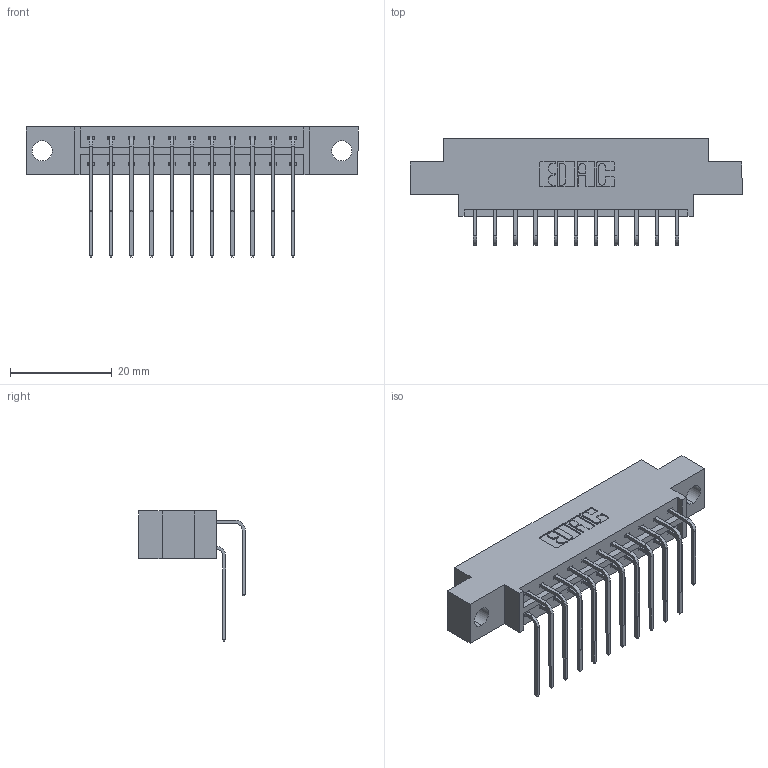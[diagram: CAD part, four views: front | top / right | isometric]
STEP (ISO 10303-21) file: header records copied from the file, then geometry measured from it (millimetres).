
FILE_DESCRIPTION (( 'STEP AP203' ), '1' );
FILE_NAME ('833-022-559-804.STEP', '2020-06-01T18:23:48', ( '' ), ( '' ), 'SwSTEP 2.0', 'SolidWorks 2020', '' );
FILE_SCHEMA (( 'CONFIG_CONTROL_DESIGN' ));
Length unit declared in the file: inch
Products named in the file (4): 345-292-001_558 559 Tail - 1; 833-022-559-804; 833 Part_Offset - .156 Dia - TH; 345-292-001_559 Tail - 2
Assembly tree (23 placements, depth 2):
  833-022-559-804
    833 Part_Offset - .156 Dia - TH
    345-292-001_558 559 Tail - 1  x11
    345-292-001_559 Tail - 2  x11
Bounding box: 65.13 x 20.9 x 25.53 mm (x, y, z)
Volume: 6170.3 mm3; surface area: 7614.1 mm2
Topology: 23 solids, 23 shells, 1306 faces, 3865 edges, 2546 vertices
Faces by surface type: plane 910, cylinder 396
Entity records: 13005 total; most frequent: CARTESIAN_POINT 2245, ORIENTED_EDGE 2130, DIRECTION 1953, EDGE_CURVE 1065, VECTOR 897, LINE 897, VERTEX_POINT 706, AXIS2_PLACEMENT_3D 528
